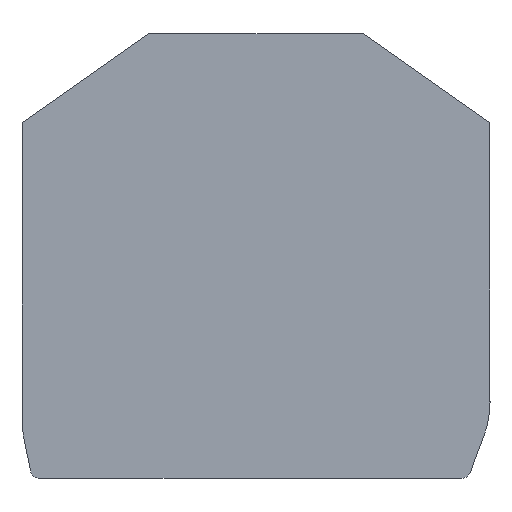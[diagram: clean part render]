
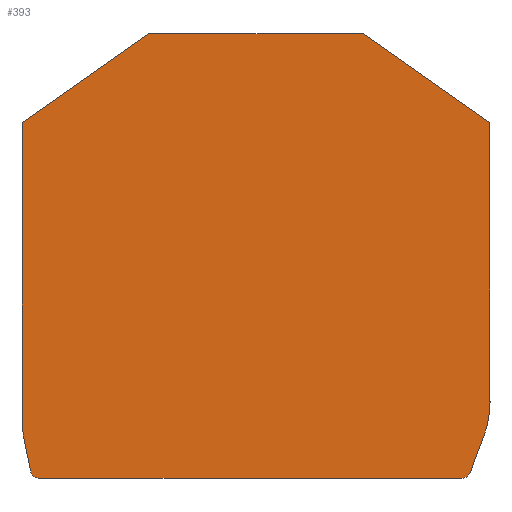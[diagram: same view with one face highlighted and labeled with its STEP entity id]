
A CAD part, top view. The second image highlights one B-rep face of the part: STEP entity #393.
In plain terms, the highlighted planar face has unit normal (0, 0, 1).
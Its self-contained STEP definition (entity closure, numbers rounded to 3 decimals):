
#13 = VECTOR ( 'NONE', #290, 1000. ) ;
#21 = VECTOR ( 'NONE', #270, 1000. ) ;
#30 = EDGE_CURVE ( 'NONE', #166, #213, #333, .T. ) ;
#36 = ORIENTED_EDGE ( 'NONE', *, *, #469, .F. ) ;
#48 = LINE ( 'NONE', #267, #21 ) ;
#49 = LINE ( 'NONE', #357, #224 ) ;
#51 = AXIS2_PLACEMENT_3D ( 'NONE', #147, #140, #139 ) ;
#52 = VERTEX_POINT ( 'NONE', #454 ) ;
#70 = VERTEX_POINT ( 'NONE', #433 ) ;
#71 = EDGE_CURVE ( 'NONE', #214, #70, #148, .T. ) ;
#74 = ORIENTED_EDGE ( 'NONE', *, *, #157, .F. ) ;
#86 = LINE ( 'NONE', #355, #135 ) ;
#87 = VERTEX_POINT ( 'NONE', #431 ) ;
#91 = VERTEX_POINT ( 'NONE', #436 ) ;
#92 = LINE ( 'NONE', #420, #156 ) ;
#115 = ORIENTED_EDGE ( 'NONE', *, *, #71, .T. ) ;
#120 = ORIENTED_EDGE ( 'NONE', *, *, #283, .T. ) ;
#125 = ORIENTED_EDGE ( 'NONE', *, *, #438, .T. ) ;
#128 = AXIS2_PLACEMENT_3D ( 'NONE', #312, #305, #303 ) ;
#129 = FACE_OUTER_BOUND ( 'NONE', #131, .T. ) ;
#131 = EDGE_LOOP ( 'NONE', ( #241, #149, #173, #136, #125, #330, #120, #74, #307, #364, #115, #36 ) ) ;
#135 = VECTOR ( 'NONE', #350, 1000. ) ;
#136 = ORIENTED_EDGE ( 'NONE', *, *, #215, .T. ) ;
#139 = DIRECTION ( 'NONE',  ( -1., 0., 0. ) ) ;
#140 = DIRECTION ( 'NONE',  ( 0., 0., -1. ) ) ;
#147 = CARTESIAN_POINT ( 'NONE',  ( 14.7, 9.794, 1.2 ) ) ;
#148 = LINE ( 'NONE', #442, #320 ) ;
#149 = ORIENTED_EDGE ( 'NONE', *, *, #242, .T. ) ;
#153 = LINE ( 'NONE', #300, #13 ) ;
#156 = VECTOR ( 'NONE', #345, 1000. ) ;
#157 = EDGE_CURVE ( 'NONE', #52, #462, #184, .T. ) ;
#164 = CARTESIAN_POINT ( 'NONE',  ( 24.7, 39.319, 1.2 ) ) ;
#166 = VERTEX_POINT ( 'NONE', #427 ) ;
#173 = ORIENTED_EDGE ( 'NONE', *, *, #234, .T. ) ;
#176 = DIRECTION ( 'NONE',  ( -1., 0., 0. ) ) ;
#184 = CIRCLE ( 'NONE', #193, 1. ) ;
#191 = CARTESIAN_POINT ( 'NONE',  ( -23.803, 2.574, 1.2 ) ) ;
#192 = AXIS2_PLACEMENT_3D ( 'NONE', #258, #246, #176 ) ;
#193 = AXIS2_PLACEMENT_3D ( 'NONE', #389, #387, #386 ) ;
#201 = AXIS2_PLACEMENT_3D ( 'NONE', #449, #445, #439 ) ;
#213 = VERTEX_POINT ( 'NONE', #370 ) ;
#214 = VERTEX_POINT ( 'NONE', #369 ) ;
#215 = EDGE_CURVE ( 'NONE', #87, #400, #402, .T. ) ;
#224 = VECTOR ( 'NONE', #360, 1000. ) ;
#233 = CIRCLE ( 'NONE', #192, 1. ) ;
#234 = EDGE_CURVE ( 'NONE', #236, #87, #49, .T. ) ;
#236 = VERTEX_POINT ( 'NONE', #353 ) ;
#238 = EDGE_CURVE ( 'NONE', #285, #473, #86, .T. ) ;
#241 = ORIENTED_EDGE ( 'NONE', *, *, #238, .T. ) ;
#242 = EDGE_CURVE ( 'NONE', #473, #236, #92, .T. ) ;
#244 = VECTOR ( 'NONE', #331, 1000. ) ;
#246 = DIRECTION ( 'NONE',  ( 0., 0., -1. ) ) ;
#258 = CARTESIAN_POINT ( 'NONE',  ( 21.693, 2.772, 1.2 ) ) ;
#267 = CARTESIAN_POINT ( 'NONE',  ( -24.7, 39.319, 1.2 ) ) ;
#270 = DIRECTION ( 'NONE',  ( 0., -1., 0. ) ) ;
#283 = EDGE_CURVE ( 'NONE', #166, #462, #367, .T. ) ;
#285 = VERTEX_POINT ( 'NONE', #328 ) ;
#286 = CARTESIAN_POINT ( 'NONE',  ( -24.7, 39.319, 1.2 ) ) ;
#290 = DIRECTION ( 'NONE',  ( 1., 0., 0. ) ) ;
#300 = CARTESIAN_POINT ( 'NONE',  ( -22.822, 1.772, 1.2 ) ) ;
#303 = DIRECTION ( 'NONE',  ( 1., 0., 0. ) ) ;
#305 = DIRECTION ( 'NONE',  ( 0., 0., 1. ) ) ;
#307 = ORIENTED_EDGE ( 'NONE', *, *, #348, .T. ) ;
#312 = CARTESIAN_POINT ( 'NONE',  ( -14.7, 8.002, 1.2 ) ) ;
#313 = PLANE ( 'NONE',  #128 ) ;
#320 = VECTOR ( 'NONE', #437, 1000. ) ;
#327 = CARTESIAN_POINT ( 'NONE',  ( -24.5, 6.014, 1.2 ) ) ;
#328 = CARTESIAN_POINT ( 'NONE',  ( 24.7, 9.794, 1.2 ) ) ;
#330 = ORIENTED_EDGE ( 'NONE', *, *, #30, .F. ) ;
#331 = DIRECTION ( 'NONE',  ( 0.199, -0.98, 0. ) ) ;
#333 = CIRCLE ( 'NONE', #201, 10. ) ;
#345 = DIRECTION ( 'NONE',  ( -0.819, 0.574, 0. ) ) ;
#348 = EDGE_CURVE ( 'NONE', #52, #91, #153, .T. ) ;
#350 = DIRECTION ( 'NONE',  ( 0., 1., 0. ) ) ;
#353 = CARTESIAN_POINT ( 'NONE',  ( 11.301, 48.701, 1.2 ) ) ;
#354 = EDGE_CURVE ( 'NONE', #214, #91, #233, .T. ) ;
#355 = CARTESIAN_POINT ( 'NONE',  ( 24.7, 9.794, 1.2 ) ) ;
#357 = CARTESIAN_POINT ( 'NONE',  ( 11.301, 48.701, 1.2 ) ) ;
#360 = DIRECTION ( 'NONE',  ( -1., 0., 0. ) ) ;
#364 = ORIENTED_EDGE ( 'NONE', *, *, #354, .F. ) ;
#366 = CIRCLE ( 'NONE', #51, 10. ) ;
#367 = LINE ( 'NONE', #327, #244 ) ;
#369 = CARTESIAN_POINT ( 'NONE',  ( 22.631, 2.424, 1.2 ) ) ;
#370 = CARTESIAN_POINT ( 'NONE',  ( -24.7, 8.002, 1.2 ) ) ;
#376 = CARTESIAN_POINT ( 'NONE',  ( -24.7, 39.319, 1.2 ) ) ;
#384 = DIRECTION ( 'NONE',  ( -0.819, -0.574, 0. ) ) ;
#386 = DIRECTION ( 'NONE',  ( -1., 0., 0. ) ) ;
#387 = DIRECTION ( 'NONE',  ( 0., 0., -1. ) ) ;
#389 = CARTESIAN_POINT ( 'NONE',  ( -22.822, 2.772, 1.2 ) ) ;
#393 = ADVANCED_FACE ( 'NONE', ( #129 ), #313, .T. ) ;
#400 = VERTEX_POINT ( 'NONE', #286 ) ;
#402 = LINE ( 'NONE', #376, #474 ) ;
#420 = CARTESIAN_POINT ( 'NONE',  ( 11.301, 48.701, 1.2 ) ) ;
#427 = CARTESIAN_POINT ( 'NONE',  ( -24.5, 6.014, 1.2 ) ) ;
#431 = CARTESIAN_POINT ( 'NONE',  ( -11.301, 48.701, 1.2 ) ) ;
#433 = CARTESIAN_POINT ( 'NONE',  ( 24.075, 6.313, 1.2 ) ) ;
#436 = CARTESIAN_POINT ( 'NONE',  ( 21.693, 1.772, 1.2 ) ) ;
#437 = DIRECTION ( 'NONE',  ( 0.348, 0.937, 0. ) ) ;
#438 = EDGE_CURVE ( 'NONE', #400, #213, #48, .T. ) ;
#439 = DIRECTION ( 'NONE',  ( -1., 0., 0. ) ) ;
#442 = CARTESIAN_POINT ( 'NONE',  ( 22.631, 2.424, 1.2 ) ) ;
#445 = DIRECTION ( 'NONE',  ( 0., 0., -1. ) ) ;
#449 = CARTESIAN_POINT ( 'NONE',  ( -14.7, 8.002, 1.2 ) ) ;
#454 = CARTESIAN_POINT ( 'NONE',  ( -22.822, 1.772, 1.2 ) ) ;
#462 = VERTEX_POINT ( 'NONE', #191 ) ;
#469 = EDGE_CURVE ( 'NONE', #285, #70, #366, .T. ) ;
#473 = VERTEX_POINT ( 'NONE', #164 ) ;
#474 = VECTOR ( 'NONE', #384, 1000. ) ;
